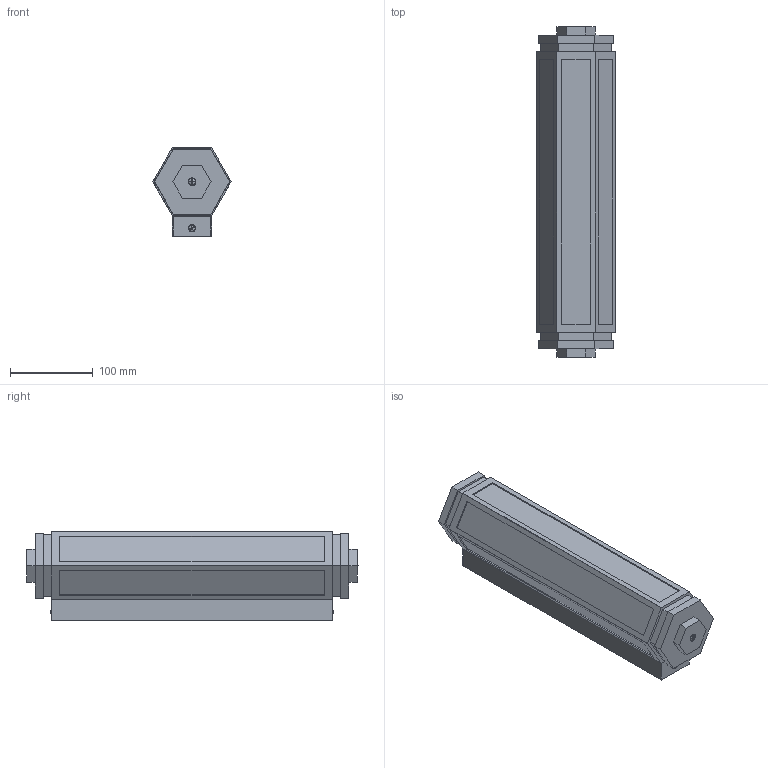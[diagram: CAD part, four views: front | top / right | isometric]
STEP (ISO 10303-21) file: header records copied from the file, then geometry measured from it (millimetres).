
FILE_DESCRIPTION (( 'STEP AP203' ), '1' );
FILE_NAME ('BW 73._exported.step', '2025-02-09T08:54:19', ( '' ), ( '' ), 'SwSTEP 2.0', 'SolidWorks 2023', '' );
FILE_SCHEMA (( 'CONFIG_CONTROL_DESIGN' ));
Length unit declared in the file: millimetre
Products named in the file (1): BW 73._exported
Bounding box: 94.92 x 401.96 x 107.27 mm (x, y, z)
Surface area: 227796.8 mm2 (no closed solid volume)
Topology: 0 solids, 27 shells, 209 faces, 704 edges, 517 vertices
Faces by surface type: plane 133, cylinder 46, sphere 20, cone 10
Entity records: 7732 total; most frequent: CARTESIAN_POINT 1521, DIRECTION 1308, ORIENTED_EDGE 1061, EDGE_CURVE 704, VERTEX_POINT 517, LINE 460, VECTOR 460, AXIS2_PLACEMENT_3D 424
